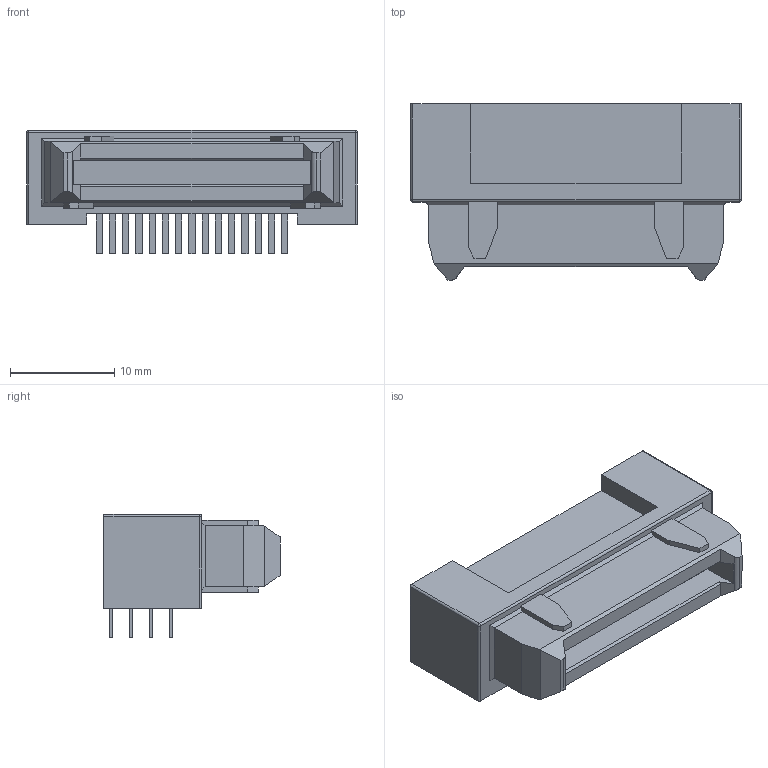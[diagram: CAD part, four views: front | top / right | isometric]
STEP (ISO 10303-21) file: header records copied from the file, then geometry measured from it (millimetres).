
FILE_DESCRIPTION(('STEP AP242'),'1');
FILE_NAME('tx24-30r-lt-n1e.stp','2024-01-05T11:05:13',('TraceParts'),('TraceParts S.A.'),'Spatial InterOp 3D',' ',' ');
FILE_SCHEMA(('AP242_MANAGED_MODEL_BASED_3D_ENGINEERING_MIM_LF {1 0 10303 442 1 1 4}'));
Length unit declared in the file: millimetre
Products named in the file (1): tx24-30r-lt-n1e
Bounding box: 31.7 x 16.9 x 11.8 mm (x, y, z)
Volume: 2581 mm3; surface area: 2409.7 mm2
Topology: 1 solids, 1 shells, 242 faces, 615 edges, 404 vertices
Faces by surface type: plane 233, cylinder 7, sphere 2
Entity records: 7130 total; most frequent: CARTESIAN_POINT 1272, ORIENTED_EDGE 1226, DIRECTION 1105, EDGE_CURVE 613, LINE 599, VECTOR 599, VERTEX_POINT 404, EDGE_LOOP 273
